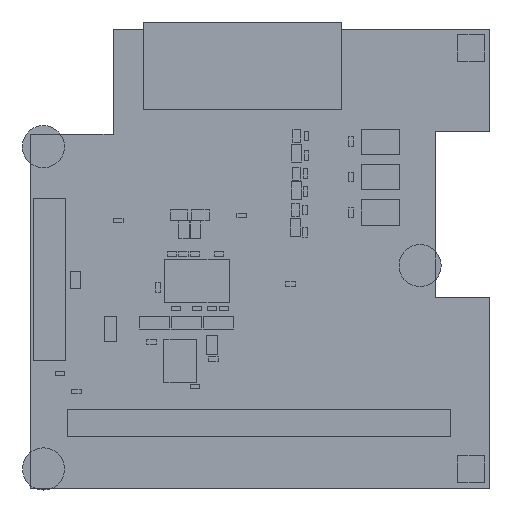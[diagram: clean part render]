
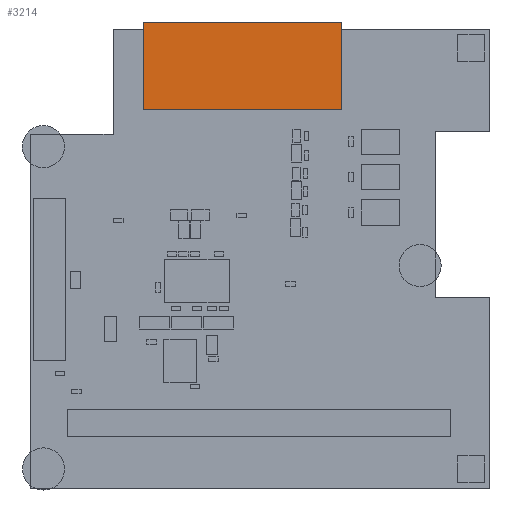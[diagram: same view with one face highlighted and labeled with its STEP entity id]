
A CAD part, top view. The second image highlights one B-rep face of the part: STEP entity #3214.
In plain terms, the highlighted planar face has unit normal (0, 0, 1).
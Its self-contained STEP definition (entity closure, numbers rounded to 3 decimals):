
#2900 = VERTEX_POINT('',#2901);
#2901 = CARTESIAN_POINT('',(48.858,73.1,10.));
#2908 = PLANE('',#2909);
#2909 = AXIS2_PLACEMENT_3D('',#2910,#2911,#2912);
#2910 = CARTESIAN_POINT('',(48.858,73.1,0.));
#2911 = DIRECTION('',(0.,-1.,0.));
#2912 = DIRECTION('',(-1.,0.,0.));
#2920 = PLANE('',#2921);
#2921 = AXIS2_PLACEMENT_3D('',#2922,#2923,#2924);
#2922 = CARTESIAN_POINT('',(48.858,59.35,0.));
#2923 = DIRECTION('',(-1.,0.,0.));
#2924 = DIRECTION('',(0.,1.,0.));
#2932 = EDGE_CURVE('',#2900,#2933,#2935,.T.);
#2933 = VERTEX_POINT('',#2934);
#2934 = CARTESIAN_POINT('',(17.743,73.1,10.));
#2935 = SURFACE_CURVE('',#2936,(#2940,#2947),.PCURVE_S1.);
#2936 = LINE('',#2937,#2938);
#2937 = CARTESIAN_POINT('',(48.858,73.1,10.));
#2938 = VECTOR('',#2939,1.);
#2939 = DIRECTION('',(-1.,0.,0.));
#2940 = PCURVE('',#2908,#2941);
#2941 = DEFINITIONAL_REPRESENTATION('',(#2942),#2946);
#2942 = LINE('',#2943,#2944);
#2943 = CARTESIAN_POINT('',(0.,-10.));
#2944 = VECTOR('',#2945,1.);
#2945 = DIRECTION('',(1.,0.));
#2946 = ( GEOMETRIC_REPRESENTATION_CONTEXT(2) 
PARAMETRIC_REPRESENTATION_CONTEXT() REPRESENTATION_CONTEXT('2D SPACE',''
  ) );
#2947 = PCURVE('',#2948,#2953);
#2948 = PLANE('',#2949);
#2949 = AXIS2_PLACEMENT_3D('',#2950,#2951,#2952);
#2950 = CARTESIAN_POINT('',(48.858,73.1,10.));
#2951 = DIRECTION('',(0.,0.,-1.));
#2952 = DIRECTION('',(1.,0.,0.));
#2953 = DEFINITIONAL_REPRESENTATION('',(#2954),#2958);
#2954 = LINE('',#2955,#2956);
#2955 = CARTESIAN_POINT('',(0.,0.));
#2956 = VECTOR('',#2957,1.);
#2957 = DIRECTION('',(-1.,0.));
#2958 = ( GEOMETRIC_REPRESENTATION_CONTEXT(2) 
PARAMETRIC_REPRESENTATION_CONTEXT() REPRESENTATION_CONTEXT('2D SPACE',''
  ) );
#2976 = PLANE('',#2977);
#2977 = AXIS2_PLACEMENT_3D('',#2978,#2979,#2980);
#2978 = CARTESIAN_POINT('',(17.743,73.1,0.));
#2979 = DIRECTION('',(1.,0.,0.));
#2980 = DIRECTION('',(0.,-1.,0.));
#3020 = VERTEX_POINT('',#3021);
#3021 = CARTESIAN_POINT('',(48.858,59.35,10.));
#3035 = PLANE('',#3036);
#3036 = AXIS2_PLACEMENT_3D('',#3037,#3038,#3039);
#3037 = CARTESIAN_POINT('',(17.743,59.35,0.));
#3038 = DIRECTION('',(0.,1.,0.));
#3039 = DIRECTION('',(1.,0.,0.));
#3047 = EDGE_CURVE('',#3020,#2900,#3048,.T.);
#3048 = SURFACE_CURVE('',#3049,(#3053,#3060),.PCURVE_S1.);
#3049 = LINE('',#3050,#3051);
#3050 = CARTESIAN_POINT('',(48.858,59.35,10.));
#3051 = VECTOR('',#3052,1.);
#3052 = DIRECTION('',(0.,1.,0.));
#3053 = PCURVE('',#2920,#3054);
#3054 = DEFINITIONAL_REPRESENTATION('',(#3055),#3059);
#3055 = LINE('',#3056,#3057);
#3056 = CARTESIAN_POINT('',(0.,-10.));
#3057 = VECTOR('',#3058,1.);
#3058 = DIRECTION('',(1.,0.));
#3059 = ( GEOMETRIC_REPRESENTATION_CONTEXT(2) 
PARAMETRIC_REPRESENTATION_CONTEXT() REPRESENTATION_CONTEXT('2D SPACE',''
  ) );
#3060 = PCURVE('',#2948,#3061);
#3061 = DEFINITIONAL_REPRESENTATION('',(#3062),#3066);
#3062 = LINE('',#3063,#3064);
#3063 = CARTESIAN_POINT('',(0.,13.75));
#3064 = VECTOR('',#3065,1.);
#3065 = DIRECTION('',(0.,-1.));
#3066 = ( GEOMETRIC_REPRESENTATION_CONTEXT(2) 
PARAMETRIC_REPRESENTATION_CONTEXT() REPRESENTATION_CONTEXT('2D SPACE',''
  ) );
#3094 = EDGE_CURVE('',#2933,#3095,#3097,.T.);
#3095 = VERTEX_POINT('',#3096);
#3096 = CARTESIAN_POINT('',(17.743,59.35,10.));
#3097 = SURFACE_CURVE('',#3098,(#3102,#3109),.PCURVE_S1.);
#3098 = LINE('',#3099,#3100);
#3099 = CARTESIAN_POINT('',(17.743,73.1,10.));
#3100 = VECTOR('',#3101,1.);
#3101 = DIRECTION('',(0.,-1.,0.));
#3102 = PCURVE('',#2976,#3103);
#3103 = DEFINITIONAL_REPRESENTATION('',(#3104),#3108);
#3104 = LINE('',#3105,#3106);
#3105 = CARTESIAN_POINT('',(0.,-10.));
#3106 = VECTOR('',#3107,1.);
#3107 = DIRECTION('',(1.,0.));
#3108 = ( GEOMETRIC_REPRESENTATION_CONTEXT(2) 
PARAMETRIC_REPRESENTATION_CONTEXT() REPRESENTATION_CONTEXT('2D SPACE',''
  ) );
#3109 = PCURVE('',#2948,#3110);
#3110 = DEFINITIONAL_REPRESENTATION('',(#3111),#3115);
#3111 = LINE('',#3112,#3113);
#3112 = CARTESIAN_POINT('',(-31.115,0.));
#3113 = VECTOR('',#3114,1.);
#3114 = DIRECTION('',(0.,1.));
#3115 = ( GEOMETRIC_REPRESENTATION_CONTEXT(2) 
PARAMETRIC_REPRESENTATION_CONTEXT() REPRESENTATION_CONTEXT('2D SPACE',''
  ) );
#3165 = EDGE_CURVE('',#3095,#3020,#3166,.T.);
#3166 = SURFACE_CURVE('',#3167,(#3171,#3178),.PCURVE_S1.);
#3167 = LINE('',#3168,#3169);
#3168 = CARTESIAN_POINT('',(17.743,59.35,10.));
#3169 = VECTOR('',#3170,1.);
#3170 = DIRECTION('',(1.,0.,0.));
#3171 = PCURVE('',#3035,#3172);
#3172 = DEFINITIONAL_REPRESENTATION('',(#3173),#3177);
#3173 = LINE('',#3174,#3175);
#3174 = CARTESIAN_POINT('',(0.,-10.));
#3175 = VECTOR('',#3176,1.);
#3176 = DIRECTION('',(1.,0.));
#3177 = ( GEOMETRIC_REPRESENTATION_CONTEXT(2) 
PARAMETRIC_REPRESENTATION_CONTEXT() REPRESENTATION_CONTEXT('2D SPACE',''
  ) );
#3178 = PCURVE('',#2948,#3179);
#3179 = DEFINITIONAL_REPRESENTATION('',(#3180),#3184);
#3180 = LINE('',#3181,#3182);
#3181 = CARTESIAN_POINT('',(-31.115,13.75));
#3182 = VECTOR('',#3183,1.);
#3183 = DIRECTION('',(1.,0.));
#3184 = ( GEOMETRIC_REPRESENTATION_CONTEXT(2) 
PARAMETRIC_REPRESENTATION_CONTEXT() REPRESENTATION_CONTEXT('2D SPACE',''
  ) );
#3214 = ADVANCED_FACE('',(#3215),#2948,.F.);
#3215 = FACE_BOUND('',#3216,.F.);
#3216 = EDGE_LOOP('',(#3217,#3218,#3219,#3220));
#3217 = ORIENTED_EDGE('',*,*,#2932,.F.);
#3218 = ORIENTED_EDGE('',*,*,#3047,.F.);
#3219 = ORIENTED_EDGE('',*,*,#3165,.F.);
#3220 = ORIENTED_EDGE('',*,*,#3094,.F.);
